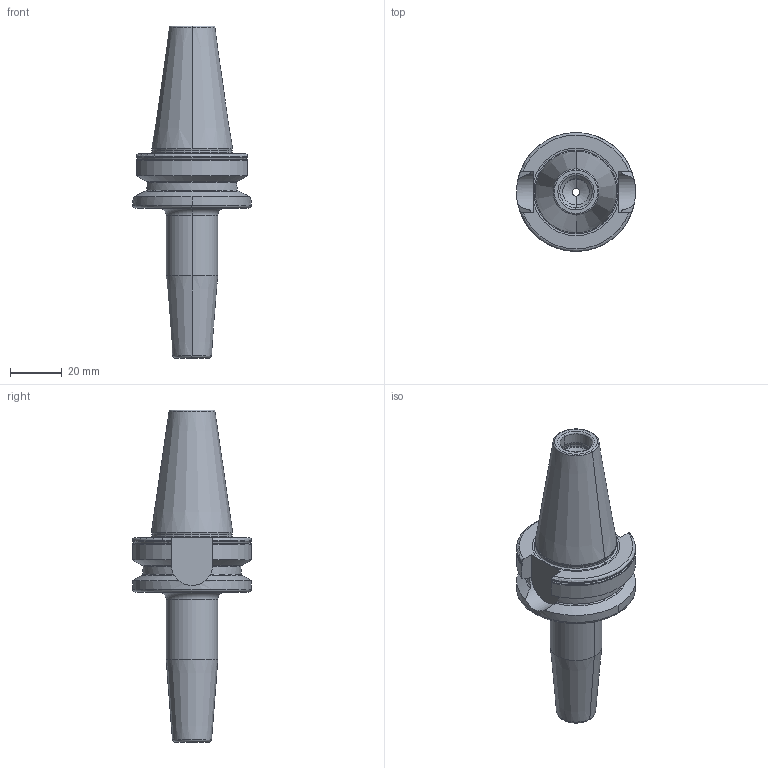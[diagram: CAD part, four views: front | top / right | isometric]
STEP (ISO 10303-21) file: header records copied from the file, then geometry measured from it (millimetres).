
FILE_DESCRIPTION((''),'2;1');
FILE_NAME('DC_305_70_03','2020-11-26T',('101107'),(''),'CREO PARAMETRIC BY PTC INC, 2016260','CREO PARAMETRIC BY PTC INC, 2016260','');
FILE_SCHEMA(('CONFIG_CONTROL_DESIGN'));
Length unit declared in the file: millimetre
Products named in the file (1): DC_305_70_03
Bounding box: 46 x 46 x 128.4 mm (x, y, z)
Volume: 59483.6 mm3; surface area: 17237 mm2
Topology: 1 solids, 1 shells, 87 faces, 212 edges, 128 vertices
Faces by surface type: torus 30, cone 24, cylinder 22, plane 11
Entity records: 2802 total; most frequent: CARTESIAN_POINT 730, DIRECTION 446, ORIENTED_EDGE 424, EDGE_CURVE 212, AXIS2_PLACEMENT_3D 196, VERTEX_POINT 128, CIRCLE 106, EDGE_LOOP 90
